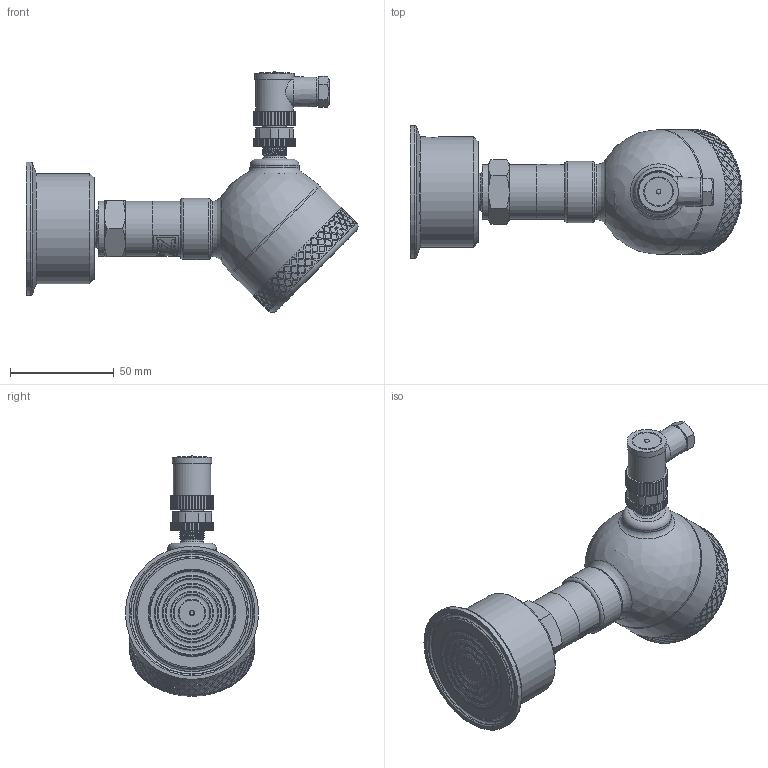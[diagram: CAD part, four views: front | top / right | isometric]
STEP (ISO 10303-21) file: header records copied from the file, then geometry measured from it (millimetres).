
FILE_DESCRIPTION(/* description */ (''),/* implementation_level */ '2;1');
FILE_NAME(/* name */ 'APZ3420sFH_ClampDN2_2.step',/* time_stamp */ '2021-07-08T16:35:09+03:00',/* author */ (''),/* organization */ (''),/* preprocessor_version */ 'ST-DEVELOPER v18.1',/* originating_system */ 'Autodesk Translation Framework v10.9.0.1377',/* authorisation */ '');
FILE_SCHEMA (('AUTOMOTIVE_DESIGN { 1 0 10303 214 3 1 1 }'));
Length unit declared in the file: millimetre
Products named in the file (8): АПЗ 3420s заполненный 
+ полевой корпус; G1\2EN; Clamp DN2' diaphragm 48 v2; Заполненный полевой 
корпус v13; Main body; Cover without display; M12x1 adapter; M12x1 female angular v10
Assembly tree (6 placements, depth 3):
  АПЗ 3420s заполненный 
+ полевой корпус
    G1\2EN
    Заполненный полевой 
корпус v13
      Main body
      Cover without display
      M12x1 adapter
      M12x1 female angular v10
  Clamp DN2' diaphragm 48 v2
Bounding box: 159.62 x 64 x 115.69 mm (x, y, z)
Volume: 311200.4 mm3; surface area: 53820.2 mm2
Topology: 8 solids, 8 shells, 1672 faces, 4126 edges, 2736 vertices
Faces by surface type: bspline 912, cylinder 502, plane 194, torus 32, cone 29, sphere 3
Full cylindrical faces by diameter (mm): 1 x4, 2 x1, 3 x1, 3.3 x1, 5 x1, 6 x3, 7 x2, 8 x1, 9.3 x1, 9.471 x2, 10.5 x2, 10.741 x7, 11.035 x4, 11.156 x1, 11.884 x6, 12.152 x4, 13 x1, 16.7 x1, 17.5 x1, 18 x2, 18.631 x7, 19 x1, 19.7 x1, 20.955 x7, 21.6 x1, 21.767 x1, 22 x1, 22.4 x2, 23.6 x1, 24.5 x2
Entity records: 75612 total; most frequent: CARTESIAN_POINT 42880, ORIENTED_EDGE 8250, EDGE_CURVE 4125, DIRECTION 3808, VERTEX_POINT 2736, B_SPLINE_CURVE_WITH_KNOTS 2622, EDGE_LOOP 1945, FACE_OUTER_BOUND 1672
